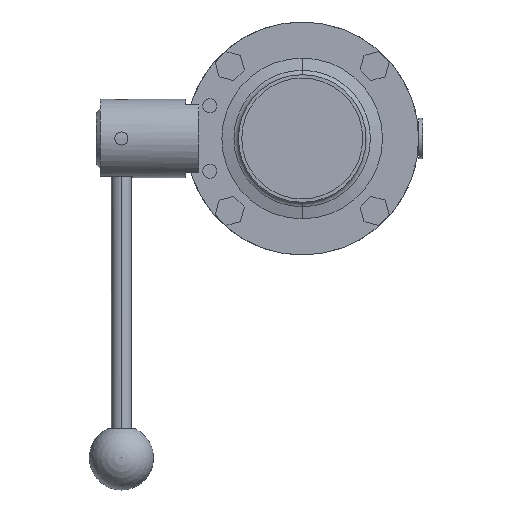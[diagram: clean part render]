
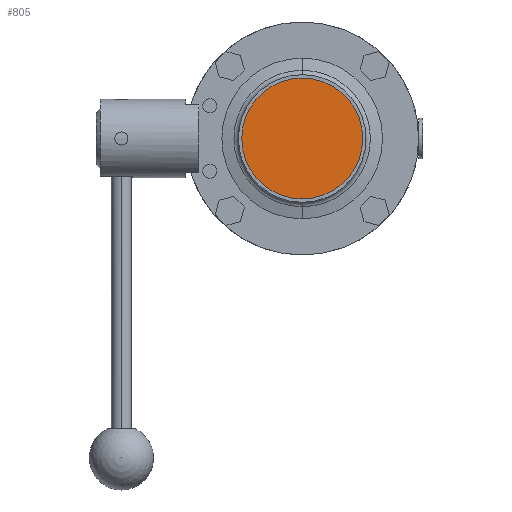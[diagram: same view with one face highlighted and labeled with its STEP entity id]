
A CAD part, left-side view. The second image highlights one B-rep face of the part: STEP entity #805.
In plain terms, the highlighted face is planar.
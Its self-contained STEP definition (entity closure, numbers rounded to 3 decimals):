
#281 = EDGE_CURVE ( 'NONE', #1907, #3798, #2917, .T. ) ;
#282 = DIRECTION ( 'NONE',  ( -1., 0., 0. ) ) ;
#489 = EDGE_CURVE ( 'NONE', #3798, #1907, #1518, .T. ) ;
#721 = DIRECTION ( 'NONE',  ( 0., 0., 1. ) ) ;
#752 = CARTESIAN_POINT ( 'NONE',  ( 10., 0., -30.1 ) ) ;
#805 = ADVANCED_FACE ( 'NONE', ( #1960 ), #2340, .F. ) ;
#927 = DIRECTION ( 'NONE',  ( 0., 0., 1. ) ) ;
#1140 = ORIENTED_EDGE ( 'NONE', *, *, #489, .F. ) ;
#1517 = DIRECTION ( 'NONE',  ( -1., 0., 0. ) ) ;
#1518 = CIRCLE ( 'NONE', #3872, 30.1 ) ;
#1562 = CARTESIAN_POINT ( 'NONE',  ( 10., 0., 0. ) ) ;
#1907 = VERTEX_POINT ( 'NONE', #752 ) ;
#1960 = FACE_OUTER_BOUND ( 'NONE', #3875, .T. ) ;
#2340 = PLANE ( 'NONE',  #4033 ) ;
#2917 = CIRCLE ( 'NONE', #3361, 30.1 ) ;
#2971 = DIRECTION ( 'NONE',  ( -1., 0., 0. ) ) ;
#3190 = CARTESIAN_POINT ( 'NONE',  ( 10., 0., 30.1 ) ) ;
#3361 = AXIS2_PLACEMENT_3D ( 'NONE', #1562, #282, #927 ) ;
#3416 = CARTESIAN_POINT ( 'NONE',  ( 10., 0., 0. ) ) ;
#3528 = ORIENTED_EDGE ( 'NONE', *, *, #281, .F. ) ;
#3746 = DIRECTION ( 'NONE',  ( 0., 0., 1. ) ) ;
#3798 = VERTEX_POINT ( 'NONE', #3190 ) ;
#3872 = AXIS2_PLACEMENT_3D ( 'NONE', #3416, #1517, #3746 ) ;
#3875 = EDGE_LOOP ( 'NONE', ( #1140, #3528 ) ) ;
#3911 = CARTESIAN_POINT ( 'NONE',  ( 10., 30.1, 0. ) ) ;
#4033 = AXIS2_PLACEMENT_3D ( 'NONE', #3911, #2971, #721 ) ;
